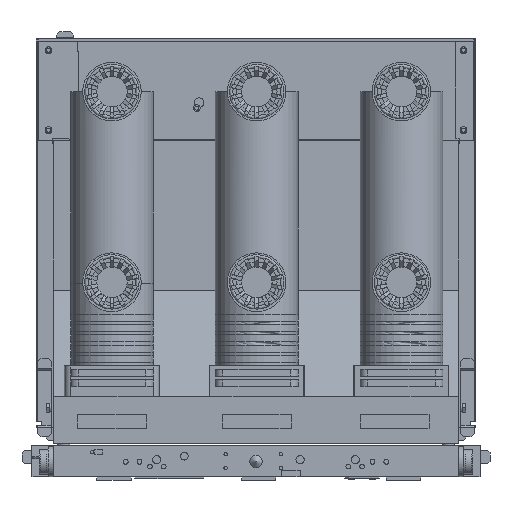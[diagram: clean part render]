
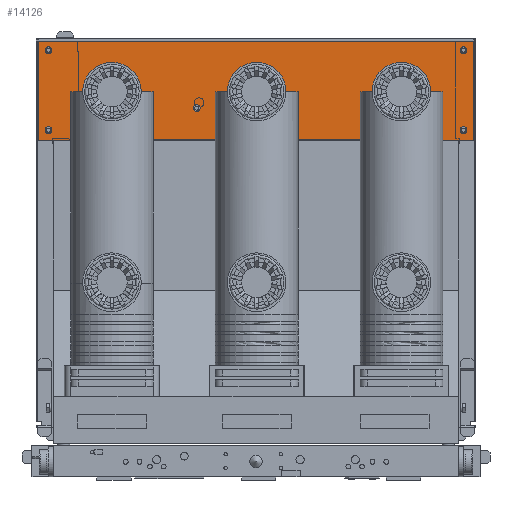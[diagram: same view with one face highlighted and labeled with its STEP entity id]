
A CAD part, left-side view. The second image highlights one B-rep face of the part: STEP entity #14126.
In plain terms, the highlighted planar face has unit normal (-1, 0, 0).
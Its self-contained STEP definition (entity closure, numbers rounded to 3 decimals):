
#14126=ADVANCED_FACE('',(#60583,#60585,#60587,#60589,#60591,#60593),#60595,.T.);
#60583=FACE_BOUND('',#60584,.T.);
#60584=EDGE_LOOP('',(#93943,#93944,#93945,#93946,#93947,#93948,#93949,#93950,#93951,
#93952));
#60585=FACE_BOUND('',#60586,.T.);
#60586=EDGE_LOOP('',(#93953));
#60587=FACE_BOUND('',#60588,.T.);
#60588=EDGE_LOOP('',(#93954));
#60589=FACE_BOUND('',#60590,.T.);
#60590=EDGE_LOOP('',(#93955));
#60591=FACE_BOUND('',#60592,.T.);
#60592=EDGE_LOOP('',(#93956));
#60593=FACE_BOUND('',#60594,.T.);
#60594=EDGE_LOOP('',(#93957));
#60595=PLANE('',#60596);
#60596=AXIS2_PLACEMENT_3D('',#60597,#60598,#60599);
#60597=CARTESIAN_POINT('',(-65.,319.,586.));
#60598=DIRECTION('',(-1.,0.,0.));
#60599=DIRECTION('',(0.,0.,-1.));
#93943=ORIENTED_EDGE('',*,*,#123145,.T.);
#93944=ORIENTED_EDGE('',*,*,#121597,.F.);
#93945=ORIENTED_EDGE('',*,*,#121518,.F.);
#93946=ORIENTED_EDGE('',*,*,#123146,.T.);
#93947=ORIENTED_EDGE('',*,*,#123147,.T.);
#93948=ORIENTED_EDGE('',*,*,#123148,.F.);
#93949=ORIENTED_EDGE('',*,*,#121520,.F.);
#93950=ORIENTED_EDGE('',*,*,#121511,.F.);
#93951=ORIENTED_EDGE('',*,*,#123149,.T.);
#93952=ORIENTED_EDGE('',*,*,#123150,.F.);
#93953=ORIENTED_EDGE('',*,*,#123151,.F.);
#93954=ORIENTED_EDGE('',*,*,#123152,.F.);
#93955=ORIENTED_EDGE('',*,*,#123153,.F.);
#93956=ORIENTED_EDGE('',*,*,#123154,.F.);
#93957=ORIENTED_EDGE('',*,*,#123155,.F.);
#121511=EDGE_CURVE('',#137428,#137060,#137429,.F.);
#121518=EDGE_CURVE('',#137440,#137121,#137442,.T.);
#121520=EDGE_CURVE('',#137060,#137444,#137445,.T.);
#121597=EDGE_CURVE('',#137121,#137572,#137573,.F.);
#123145=EDGE_CURVE('',#140582,#137572,#140583,.T.);
#123146=EDGE_CURVE('',#137440,#140584,#140585,.T.);
#123147=EDGE_CURVE('',#140584,#140586,#140587,.T.);
#123148=EDGE_CURVE('',#137444,#140586,#140588,.T.);
#123149=EDGE_CURVE('',#137428,#140589,#140590,.T.);
#123150=EDGE_CURVE('',#140582,#140589,#140591,.T.);
#123151=EDGE_CURVE('',#140592,#140592,#140593,.T.);
#123152=EDGE_CURVE('',#140594,#140594,#140595,.T.);
#123153=EDGE_CURVE('',#140596,#140596,#140597,.T.);
#123154=EDGE_CURVE('',#140598,#140598,#140599,.T.);
#123155=EDGE_CURVE('',#140600,#140600,#140601,.T.);
#137060=VERTEX_POINT('',#167212);
#137121=VERTEX_POINT('',#167335);
#137428=VERTEX_POINT('',#168136);
#137429=LINE('',#168137,#168138);
#137440=VERTEX_POINT('',#168160);
#137442=LINE('',#168164,#168165);
#137444=VERTEX_POINT('',#168170);
#137445=LINE('',#168171,#168172);
#137572=VERTEX_POINT('',#168460);
#137573=LINE('',#168461,#168462);
#140582=VERTEX_POINT('',#174601);
#140583=LINE('',#174602,#174603);
#140584=VERTEX_POINT('',#174605);
#140585=LINE('',#174606,#174607);
#140586=VERTEX_POINT('',#174609);
#140587=LINE('',#174610,#174611);
#140588=LINE('',#174613,#174614);
#140589=VERTEX_POINT('',#174616);
#140590=LINE('',#174617,#174618);
#140591=LINE('',#174620,#174621);
#140592=VERTEX_POINT('',#174623);
#140593=CIRCLE('',#174624,5.);
#140594=VERTEX_POINT('',#174628);
#140595=CIRCLE('',#174629,5.);
#140596=VERTEX_POINT('',#174633);
#140597=CIRCLE('',#174634,5.);
#140598=VERTEX_POINT('',#174638);
#140599=CIRCLE('',#174639,5.);
#140600=VERTEX_POINT('',#174643);
#140601=CIRCLE('',#174644,5.);
#167212=CARTESIAN_POINT('',(-65.,-294.,440.));
#167335=CARTESIAN_POINT('',(-65.,294.,440.));
#168136=CARTESIAN_POINT('',(-65.,-316.,440.));
#168137=CARTESIAN_POINT('',(-65.,-294.,440.));
#168138=VECTOR('',#168139,1.);
#168139=DIRECTION('',(0.,-1.,0.));
#168160=CARTESIAN_POINT('',(-65.,270.,440.));
#168164=CARTESIAN_POINT('',(-65.,270.,440.));
#168165=VECTOR('',#168166,1.);
#168166=DIRECTION('',(0.,1.,0.));
#168170=CARTESIAN_POINT('',(-65.,-270.,440.));
#168171=CARTESIAN_POINT('',(-65.,-294.,440.));
#168172=VECTOR('',#168173,1.);
#168173=DIRECTION('',(0.,1.,0.));
#168460=CARTESIAN_POINT('',(-65.,316.,440.));
#168461=CARTESIAN_POINT('',(-65.,316.,440.));
#168462=VECTOR('',#168463,1.);
#168463=DIRECTION('',(0.,-1.,0.));
#174601=CARTESIAN_POINT('',(-65.,316.,586.));
#174602=CARTESIAN_POINT('',(-65.,316.,586.));
#174603=VECTOR('',#174604,1.);
#174604=DIRECTION('',(0.,0.,-1.));
#174605=CARTESIAN_POINT('',(-65.,270.,442.));
#174606=CARTESIAN_POINT('',(-65.,270.,440.));
#174607=VECTOR('',#174608,1.);
#174608=DIRECTION('',(0.,0.,1.));
#174609=CARTESIAN_POINT('',(-65.,-270.,442.));
#174610=CARTESIAN_POINT('',(-65.,270.,442.));
#174611=VECTOR('',#174612,1.);
#174612=DIRECTION('',(0.,-1.,0.));
#174613=CARTESIAN_POINT('',(-65.,-270.,440.));
#174614=VECTOR('',#174615,1.);
#174615=DIRECTION('',(0.,0.,1.));
#174616=CARTESIAN_POINT('',(-65.,-316.,586.));
#174617=CARTESIAN_POINT('',(-65.,-316.,440.));
#174618=VECTOR('',#174619,1.);
#174619=DIRECTION('',(0.,0.,1.));
#174620=CARTESIAN_POINT('',(-65.,316.,586.));
#174621=VECTOR('',#174622,1.);
#174622=DIRECTION('',(0.,-1.,0.));
#174623=CARTESIAN_POINT('',(-65.,81.,487.));
#174624=AXIS2_PLACEMENT_3D('',#174625,#174626,#174627);
#174625=CARTESIAN_POINT('',(-65.,86.,487.));
#174626=DIRECTION('',(-1.,0.,0.));
#174627=DIRECTION('',(0.,-1.,0.));
#174628=CARTESIAN_POINT('',(-65.,296.,455.));
#174629=AXIS2_PLACEMENT_3D('',#174630,#174631,#174632);
#174630=CARTESIAN_POINT('',(-65.,301.,455.));
#174631=DIRECTION('',(-1.,0.,0.));
#174632=DIRECTION('',(0.,-1.,0.));
#174633=CARTESIAN_POINT('',(-65.,296.,571.));
#174634=AXIS2_PLACEMENT_3D('',#174635,#174636,#174637);
#174635=CARTESIAN_POINT('',(-65.,301.,571.));
#174636=DIRECTION('',(-1.,0.,0.));
#174637=DIRECTION('',(0.,-1.,0.));
#174638=CARTESIAN_POINT('',(-65.,-306.,455.));
#174639=AXIS2_PLACEMENT_3D('',#174640,#174641,#174642);
#174640=CARTESIAN_POINT('',(-65.,-301.,455.));
#174641=DIRECTION('',(-1.,0.,0.));
#174642=DIRECTION('',(0.,-1.,0.));
#174643=CARTESIAN_POINT('',(-65.,-306.,571.));
#174644=AXIS2_PLACEMENT_3D('',#174645,#174646,#174647);
#174645=CARTESIAN_POINT('',(-65.,-301.,571.));
#174646=DIRECTION('',(-1.,0.,0.));
#174647=DIRECTION('',(0.,-1.,0.));
